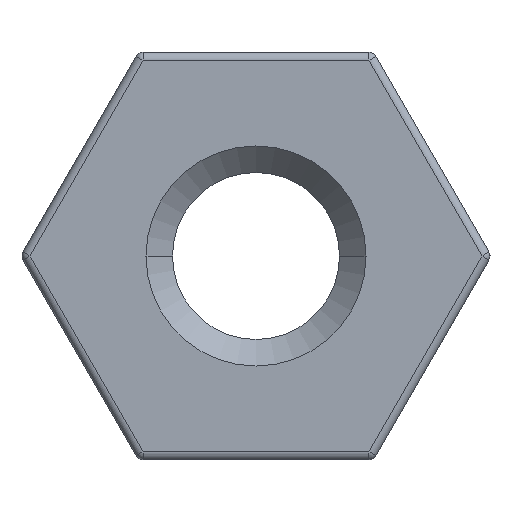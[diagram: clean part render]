
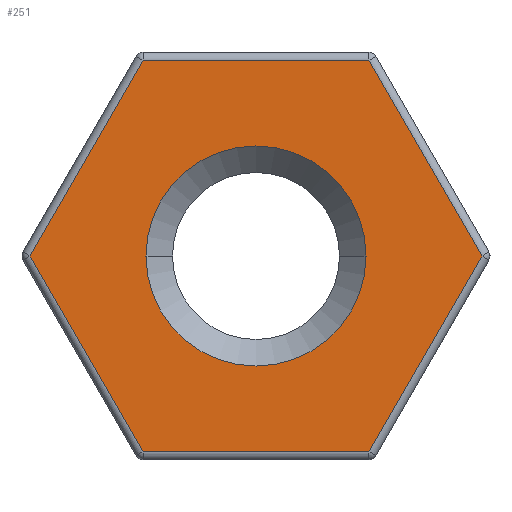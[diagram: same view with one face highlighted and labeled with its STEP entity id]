
A CAD part, left-side view. The second image highlights one B-rep face of the part: STEP entity #251.
In plain terms, the highlighted planar face has unit normal (-1, 0, 0).
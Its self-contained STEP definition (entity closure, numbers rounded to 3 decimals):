
#15 = VERTEX_POINT ( 'NONE', #809 ) ;
#36 = CARTESIAN_POINT ( 'NONE',  ( 0., -1.35, 0. ) ) ;
#38 = DIRECTION ( 'NONE',  ( 0., 1., 0. ) ) ;
#40 = DIRECTION ( 'NONE',  ( 1., 0., 0. ) ) ;
#47 = CARTESIAN_POINT ( 'NONE',  ( 0., 0., 0. ) ) ;
#64 = VERTEX_POINT ( 'NONE', #453 ) ;
#70 = EDGE_CURVE ( 'NONE', #445, #425, #81, .T. ) ;
#81 = CIRCLE ( 'NONE', #1262, 1.35 ) ;
#86 = ORIENTED_EDGE ( 'NONE', *, *, #485, .T. ) ;
#91 = LINE ( 'NONE', #1007, #682 ) ;
#128 = EDGE_CURVE ( 'NONE', #425, #445, #357, .T. ) ;
#139 = CARTESIAN_POINT ( 'NONE',  ( 0., 1.35, 0. ) ) ;
#141 = ORIENTED_EDGE ( 'NONE', *, *, #70, .T. ) ;
#166 = VERTEX_POINT ( 'NONE', #957 ) ;
#196 = AXIS2_PLACEMENT_3D ( 'NONE', #1149, #1115, #1037 ) ;
#208 = DIRECTION ( 'NONE',  ( 0., -1., 0. ) ) ;
#251 = ADVANCED_FACE ( 'NONE', ( #458, #938 ), #1021, .F. ) ;
#262 = ORIENTED_EDGE ( 'NONE', *, *, #303, .T. ) ;
#286 = VECTOR ( 'NONE', #987, 1000. ) ;
#291 = CARTESIAN_POINT ( 'NONE',  ( 0., 0., -2.4 ) ) ;
#303 = EDGE_CURVE ( 'NONE', #64, #585, #1252, .T. ) ;
#319 = CARTESIAN_POINT ( 'NONE',  ( 0., 2.771, 0. ) ) ;
#329 = DIRECTION ( 'NONE',  ( 0., 1., 0. ) ) ;
#332 = AXIS2_PLACEMENT_3D ( 'NONE', #47, #40, #38 ) ;
#338 = ORIENTED_EDGE ( 'NONE', *, *, #367, .T. ) ;
#357 = CIRCLE ( 'NONE', #332, 1.35 ) ;
#364 = VERTEX_POINT ( 'NONE', #928 ) ;
#367 = EDGE_CURVE ( 'NONE', #166, #475, #1003, .T. ) ;
#370 = VECTOR ( 'NONE', #1143, 1000. ) ;
#406 = DIRECTION ( 'NONE',  ( 1., 0., 0. ) ) ;
#413 = CARTESIAN_POINT ( 'NONE',  ( 0., 0., 0. ) ) ;
#425 = VERTEX_POINT ( 'NONE', #36 ) ;
#427 = EDGE_LOOP ( 'NONE', ( #849, #529, #262, #86, #579, #338 ) ) ;
#445 = VERTEX_POINT ( 'NONE', #139 ) ;
#453 = CARTESIAN_POINT ( 'NONE',  ( 0., 1.386, 2.4 ) ) ;
#458 = FACE_OUTER_BOUND ( 'NONE', #427, .T. ) ;
#463 = EDGE_LOOP ( 'NONE', ( #141, #633 ) ) ;
#475 = VERTEX_POINT ( 'NONE', #576 ) ;
#485 = EDGE_CURVE ( 'NONE', #585, #364, #1103, .T. ) ;
#510 = CARTESIAN_POINT ( 'NONE',  ( 0., 0., 2.4 ) ) ;
#529 = ORIENTED_EDGE ( 'NONE', *, *, #1123, .T. ) ;
#576 = CARTESIAN_POINT ( 'NONE',  ( 0., -2.771, 0. ) ) ;
#579 = ORIENTED_EDGE ( 'NONE', *, *, #1016, .T. ) ;
#585 = VERTEX_POINT ( 'NONE', #319 ) ;
#628 = EDGE_CURVE ( 'NONE', #475, #15, #91, .T. ) ;
#629 = VECTOR ( 'NONE', #637, 1000. ) ;
#633 = ORIENTED_EDGE ( 'NONE', *, *, #128, .T. ) ;
#637 = DIRECTION ( 'NONE',  ( 0., -0.5, -0.866 ) ) ;
#642 = CARTESIAN_POINT ( 'NONE',  ( 0., 2.078, -1.2 ) ) ;
#679 = LINE ( 'NONE', #510, #370 ) ;
#682 = VECTOR ( 'NONE', #1247, 1000. ) ;
#765 = VECTOR ( 'NONE', #1237, 1000. ) ;
#809 = CARTESIAN_POINT ( 'NONE',  ( 0., -1.386, 2.4 ) ) ;
#849 = ORIENTED_EDGE ( 'NONE', *, *, #628, .T. ) ;
#898 = LINE ( 'NONE', #291, #1216 ) ;
#928 = CARTESIAN_POINT ( 'NONE',  ( 0., 1.386, -2.4 ) ) ;
#935 = CARTESIAN_POINT ( 'NONE',  ( 0., -2.078, -1.2 ) ) ;
#938 = FACE_BOUND ( 'NONE', #463, .T. ) ;
#957 = CARTESIAN_POINT ( 'NONE',  ( 0., -1.386, -2.4 ) ) ;
#987 = DIRECTION ( 'NONE',  ( 0., 0.5, -0.866 ) ) ;
#1003 = LINE ( 'NONE', #935, #765 ) ;
#1007 = CARTESIAN_POINT ( 'NONE',  ( 0., -2.078, 1.2 ) ) ;
#1016 = EDGE_CURVE ( 'NONE', #364, #166, #898, .T. ) ;
#1021 = PLANE ( 'NONE',  #196 ) ;
#1037 = DIRECTION ( 'NONE',  ( 0., 1., 0. ) ) ;
#1049 = CARTESIAN_POINT ( 'NONE',  ( 0., 2.078, 1.2 ) ) ;
#1103 = LINE ( 'NONE', #642, #629 ) ;
#1115 = DIRECTION ( 'NONE',  ( 1., 0., 0. ) ) ;
#1123 = EDGE_CURVE ( 'NONE', #15, #64, #679, .T. ) ;
#1143 = DIRECTION ( 'NONE',  ( 0., 1., 0. ) ) ;
#1149 = CARTESIAN_POINT ( 'NONE',  ( 0., 0., 0. ) ) ;
#1216 = VECTOR ( 'NONE', #208, 1000. ) ;
#1237 = DIRECTION ( 'NONE',  ( 0., -0.5, 0.866 ) ) ;
#1247 = DIRECTION ( 'NONE',  ( 0., 0.5, 0.866 ) ) ;
#1252 = LINE ( 'NONE', #1049, #286 ) ;
#1262 = AXIS2_PLACEMENT_3D ( 'NONE', #413, #406, #329 ) ;
